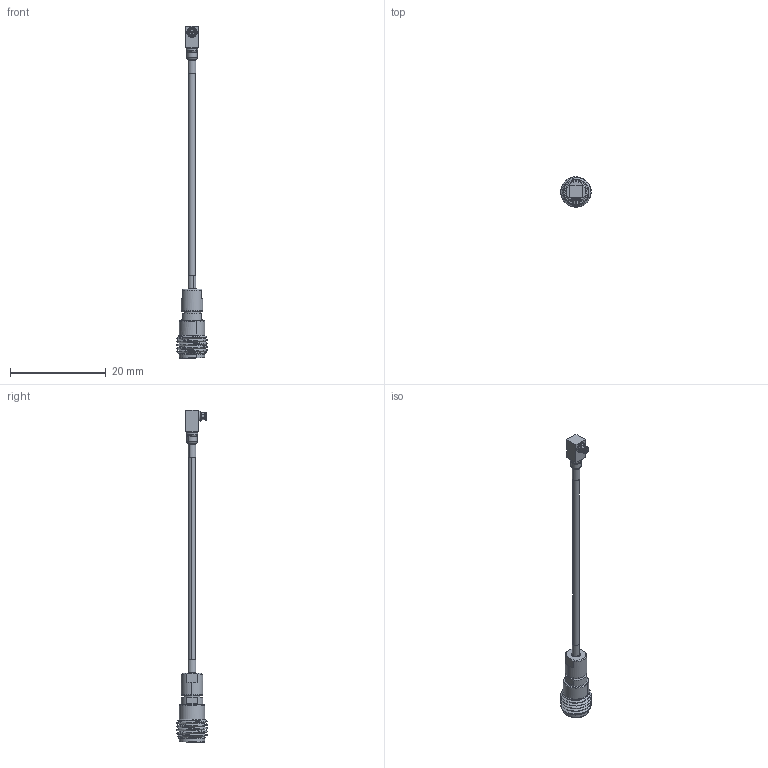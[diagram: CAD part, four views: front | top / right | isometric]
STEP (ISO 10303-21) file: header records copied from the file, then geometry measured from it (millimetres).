
FILE_DESCRIPTION (( 'STEP AP214' ), '1' );
FILE_NAME ('FMCA9962_3D.step', '2023-09-25T22:13:33', ( '' ), ( '' ), 'SwSTEP 2.0', 'SolidWorks 2022', '' );
FILE_SCHEMA (( 'AUTOMOTIVE_DESIGN' ));
Length unit declared in the file: inch
Products named in the file (5): Copy of 047_HeatShrink^FMCA9962; FMCA9962_3D; Copy of PE45894^FMCA9962; Copy of PE-P047 Cable New^FMCA9962; Copy of PE44798^FMCA9962
Assembly tree (5 placements, depth 2):
  FMCA9962_3D
    Copy of PE-P047 Cable New^FMCA9962
    Copy of PE45894^FMCA9962
    Copy of PE44798^FMCA9962
    Copy of 047_HeatShrink^FMCA9962  x2
Bounding box: 6.34 x 6.34 x 69.31 mm (x, y, z)
Volume: 389.7 mm3; surface area: 814.3 mm2
Topology: 5 solids, 5 shells, 238 faces, 591 edges, 378 vertices
Faces by surface type: plane 94, cylinder 69, cone 42, torus 28, bspline 5
Entity records: 8049 total; most frequent: CARTESIAN_POINT 2542, DIRECTION 1137, ORIENTED_EDGE 1102, EDGE_CURVE 551, AXIS2_PLACEMENT_3D 454, VERTEX_POINT 358, EDGE_LOOP 235, CIRCLE 233
